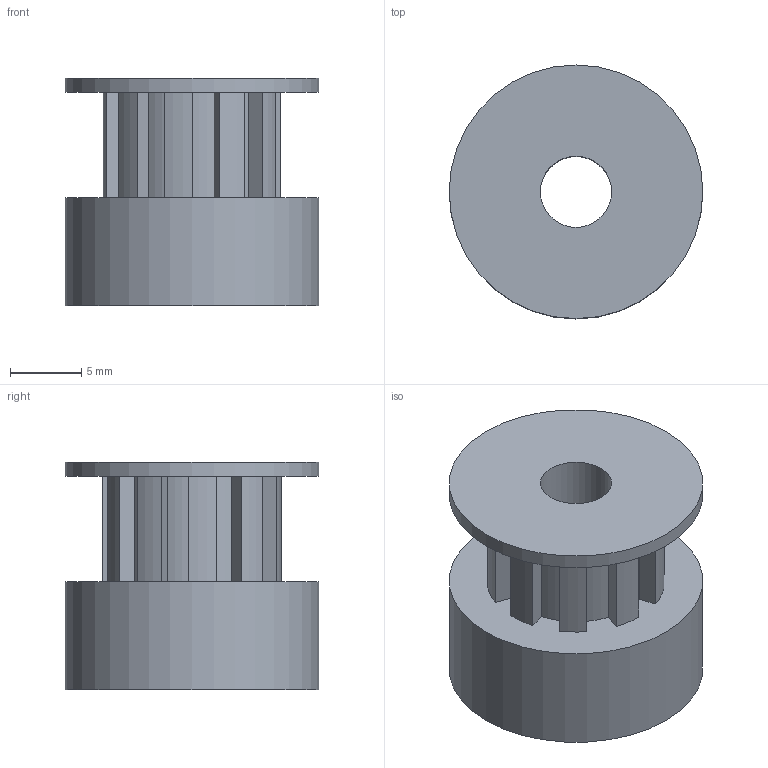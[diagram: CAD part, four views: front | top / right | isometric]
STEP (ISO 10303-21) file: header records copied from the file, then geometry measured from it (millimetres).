
FILE_DESCRIPTION(/* description */ (''),/* implementation_level */ '2;1');
FILE_NAME(/* name */ 'Pully GT2 20Teeth v3.step',/* time_stamp */ '2020-10-20T11:31:01+02:00',/* author */ (''),/* organization */ (''),/* preprocessor_version */ 'ST-DEVELOPER v18.1',/* originating_system */ 'Autodesk Translation Framework v9.3.0.1241',/* authorisation */ '');
FILE_SCHEMA (('AUTOMOTIVE_DESIGN { 1 0 10303 214 3 1 1 }'));
Length unit declared in the file: millimetre
Products named in the file (1): Pully GT2 20Teeth
Bounding box: 17.8 x 17.8 x 16 mm (x, y, z)
Volume: 2570.6 mm3; surface area: 1933.6 mm2
Topology: 1 solids, 1 shells, 47 faces, 129 edges, 86 vertices
Faces by surface type: plane 24, cylinder 23
Full cylindrical faces by diameter (mm): 5 x1, 17.8 x2
Entity records: 1546 total; most frequent: DIRECTION 271, CARTESIAN_POINT 263, ORIENTED_EDGE 258, EDGE_CURVE 129, AXIS2_PLACEMENT_3D 94, VERTEX_POINT 86, LINE 83, VECTOR 83
